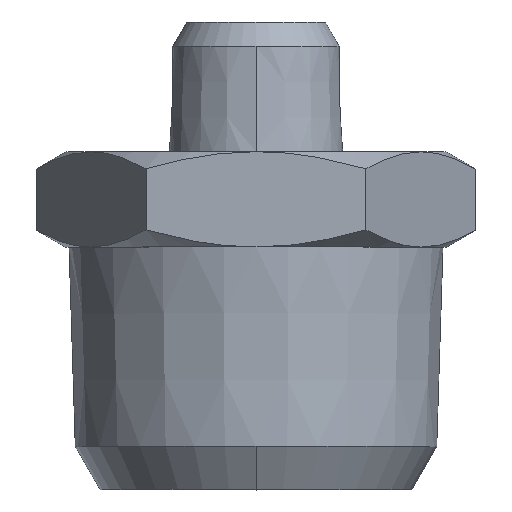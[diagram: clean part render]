
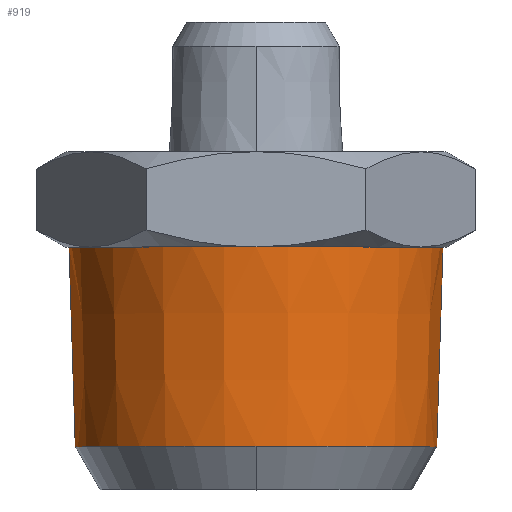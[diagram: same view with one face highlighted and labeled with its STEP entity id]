
A CAD part, top view. The second image highlights one B-rep face of the part: STEP entity #919.
In plain terms, the highlighted conical face has half-angle 1.79 degrees and reference radius 10.435 mm.
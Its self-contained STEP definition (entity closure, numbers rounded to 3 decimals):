
#19 = EDGE_CURVE ( 'NONE', #530, #664, #1210, .T. ) ;
#23 = VECTOR ( 'NONE', #230, 1000. ) ;
#46 = VERTEX_POINT ( 'NONE', #1028 ) ;
#73 = DIRECTION ( 'NONE',  ( 0., 1., 0. ) ) ;
#94 = LINE ( 'NONE', #1130, #1114 ) ;
#142 = FACE_OUTER_BOUND ( 'NONE', #607, .T. ) ;
#143 = CARTESIAN_POINT ( 'NONE',  ( -10.795, 14., 0. ) ) ;
#146 = AXIS2_PLACEMENT_3D ( 'NONE', #1005, #1039, #1159 ) ;
#195 = DIRECTION ( 'NONE',  ( 0., 1., 0. ) ) ;
#230 = DIRECTION ( 'NONE',  ( 0.031, 1., 0. ) ) ;
#243 = EDGE_CURVE ( 'NONE', #344, #46, #1289, .T. ) ;
#336 = CARTESIAN_POINT ( 'NONE',  ( 10.435, 2.485, 0. ) ) ;
#342 = ORIENTED_EDGE ( 'NONE', *, *, #243, .T. ) ;
#344 = VERTEX_POINT ( 'NONE', #566 ) ;
#378 = EDGE_CURVE ( 'NONE', #924, #664, #696, .T. ) ;
#442 = ORIENTED_EDGE ( 'NONE', *, *, #378, .F. ) ;
#448 = ORIENTED_EDGE ( 'NONE', *, *, #1209, .T. ) ;
#472 = AXIS2_PLACEMENT_3D ( 'NONE', #710, #195, #1010 ) ;
#530 = VERTEX_POINT ( 'NONE', #778 ) ;
#566 = CARTESIAN_POINT ( 'NONE',  ( -10.435, 2.485, 0. ) ) ;
#607 = EDGE_LOOP ( 'NONE', ( #342, #448, #949, #442, #1291 ) ) ;
#646 = DIRECTION ( 'NONE',  ( -0.031, 1., 0. ) ) ;
#664 = VERTEX_POINT ( 'NONE', #994 ) ;
#676 = CONICAL_SURFACE ( 'NONE', #928, 10.435, 0.031 ) ;
#696 = CIRCLE ( 'NONE', #146, 10.795 ) ;
#710 = CARTESIAN_POINT ( 'NONE',  ( 0., 2.485, 0. ) ) ;
#778 = CARTESIAN_POINT ( 'NONE',  ( 10.435, 2.485, 0. ) ) ;
#840 = EDGE_CURVE ( 'NONE', #344, #924, #94, .T. ) ;
#844 = DIRECTION ( 'NONE',  ( -1., 0., 0. ) ) ;
#883 = DIRECTION ( 'NONE',  ( 0., 0., 1. ) ) ;
#919 = ADVANCED_FACE ( 'NONE', ( #142 ), #676, .T. ) ;
#924 = VERTEX_POINT ( 'NONE', #143 ) ;
#928 = AXIS2_PLACEMENT_3D ( 'NONE', #1235, #1230, #844 ) ;
#949 = ORIENTED_EDGE ( 'NONE', *, *, #19, .T. ) ;
#994 = CARTESIAN_POINT ( 'NONE',  ( 10.795, 14., 0. ) ) ;
#1005 = CARTESIAN_POINT ( 'NONE',  ( 0., 14., 0. ) ) ;
#1010 = DIRECTION ( 'NONE',  ( 0., 0., 1. ) ) ;
#1028 = CARTESIAN_POINT ( 'NONE',  ( 0., 2.485, 10.435 ) ) ;
#1039 = DIRECTION ( 'NONE',  ( 0., 1., 0. ) ) ;
#1060 = CARTESIAN_POINT ( 'NONE',  ( 0., 2.485, 0. ) ) ;
#1114 = VECTOR ( 'NONE', #646, 1000. ) ;
#1130 = CARTESIAN_POINT ( 'NONE',  ( -10.435, 2.485, 0. ) ) ;
#1153 = AXIS2_PLACEMENT_3D ( 'NONE', #1060, #73, #883 ) ;
#1159 = DIRECTION ( 'NONE',  ( -1., 0., 0. ) ) ;
#1209 = EDGE_CURVE ( 'NONE', #46, #530, #1220, .T. ) ;
#1210 = LINE ( 'NONE', #336, #23 ) ;
#1220 = CIRCLE ( 'NONE', #472, 10.435 ) ;
#1230 = DIRECTION ( 'NONE',  ( 0., 1., 0. ) ) ;
#1235 = CARTESIAN_POINT ( 'NONE',  ( 0., 2.485, 0. ) ) ;
#1289 = CIRCLE ( 'NONE', #1153, 10.435 ) ;
#1291 = ORIENTED_EDGE ( 'NONE', *, *, #840, .F. ) ;
